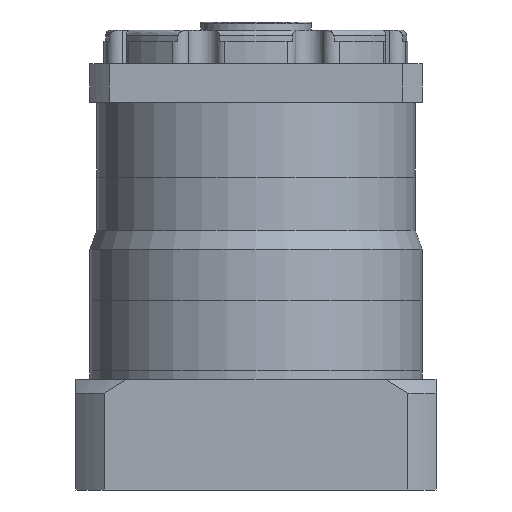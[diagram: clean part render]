
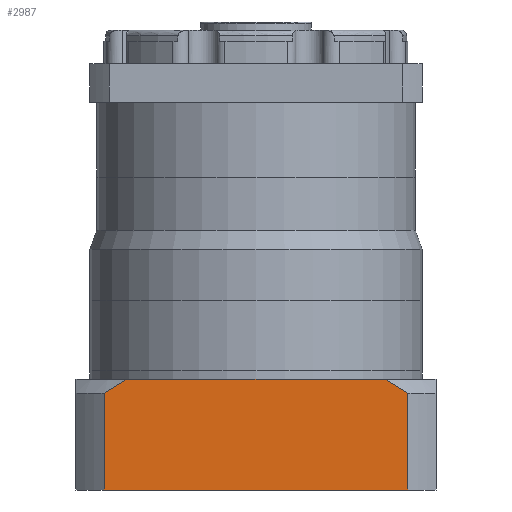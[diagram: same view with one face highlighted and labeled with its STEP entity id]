
A CAD part, front view. The second image highlights one B-rep face of the part: STEP entity #2987.
In plain terms, the highlighted planar face has unit normal (0, -1, 0).
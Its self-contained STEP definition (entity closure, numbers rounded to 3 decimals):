
#119 = ORIENTED_EDGE ( 'NONE', *, *, #1024, .F. ) ;
#193 = CARTESIAN_POINT ( 'NONE',  ( 52.096, -65., -3.275 ) ) ;
#737 = CARTESIAN_POINT ( 'NONE',  ( -54.772, -65., -5. ) ) ;
#871 = LINE ( 'NONE', #9126, #8163 ) ;
#918 = DIRECTION ( 'NONE',  ( -1., 0., 0. ) ) ;
#1024 = EDGE_CURVE ( 'NONE', #11284, #9597, #3222, .T. ) ;
#1118 = VERTEX_POINT ( 'NONE', #7345 ) ;
#1139 = CARTESIAN_POINT ( 'NONE',  ( 46.637, -65., 0. ) ) ;
#1150 = LINE ( 'NONE', #6323, #5503 ) ;
#1257 = EDGE_CURVE ( 'NONE', #1377, #1118, #871, .T. ) ;
#1377 = VERTEX_POINT ( 'NONE', #8216 ) ;
#1822 = CARTESIAN_POINT ( 'NONE',  ( 54.772, -65., 0. ) ) ;
#2622 = VECTOR ( 'NONE', #6142, 1000. ) ;
#2894 = EDGE_CURVE ( 'NONE', #1377, #11284, #1150, .T. ) ;
#2987 = ADVANCED_FACE ( 'NONE', ( #4942 ), #5886, .F. ) ;
#3222 = LINE ( 'NONE', #6250, #2622 ) ;
#3260 = ORIENTED_EDGE ( 'NONE', *, *, #9756, .T. ) ;
#3451 = VERTEX_POINT ( 'NONE', #10919 ) ;
#4658 = DIRECTION ( 'NONE',  ( 0., 0., 1. ) ) ;
#4942 = FACE_OUTER_BOUND ( 'NONE', #11111, .T. ) ;
#5120 = ORIENTED_EDGE ( 'NONE', *, *, #1257, .T. ) ;
#5366 = CARTESIAN_POINT ( 'NONE',  ( -46.637, -65., 0. ) ) ;
#5375 = DIRECTION ( 'NONE',  ( 0., 0., 1. ) ) ;
#5453 = DIRECTION ( 'NONE',  ( 0., 1., 0. ) ) ;
#5476 = B_SPLINE_CURVE_WITH_KNOTS ( 'NONE', 3,
 ( #9310, #193, #6677, #1139 ),
 .UNSPECIFIED., .F., .F.,
 ( 4, 4 ),
 ( 0., 0.01 ),
 .UNSPECIFIED. ) ;
#5503 = VECTOR ( 'NONE', #6482, 1000. ) ;
#5589 = CARTESIAN_POINT ( 'NONE',  ( 54.772, -65., -40. ) ) ;
#5886 = PLANE ( 'NONE',  #10721 ) ;
#6115 = VECTOR ( 'NONE', #918, 1000. ) ;
#6142 = DIRECTION ( 'NONE',  ( 0., 0., 1. ) ) ;
#6250 = CARTESIAN_POINT ( 'NONE',  ( -54.772, -65., -40. ) ) ;
#6280 = CARTESIAN_POINT ( 'NONE',  ( -52.096, -65., -3.275 ) ) ;
#6323 = CARTESIAN_POINT ( 'NONE',  ( 54.772, -65., -40. ) ) ;
#6482 = DIRECTION ( 'NONE',  ( -1., 0., 0. ) ) ;
#6677 = CARTESIAN_POINT ( 'NONE',  ( 49.388, -65., -1.603 ) ) ;
#7052 = ORIENTED_EDGE ( 'NONE', *, *, #2894, .F. ) ;
#7345 = CARTESIAN_POINT ( 'NONE',  ( 54.772, -65., -5. ) ) ;
#7909 = B_SPLINE_CURVE_WITH_KNOTS ( 'NONE', 3,
 ( #5366, #9787, #6280, #737 ),
 .UNSPECIFIED., .F., .F.,
 ( 4, 4 ),
 ( 0., 0.01 ),
 .UNSPECIFIED. ) ;
#7988 = EDGE_CURVE ( 'NONE', #1118, #3451, #5476, .T. ) ;
#8163 = VECTOR ( 'NONE', #4658, 1000. ) ;
#8216 = CARTESIAN_POINT ( 'NONE',  ( 54.772, -65., -40. ) ) ;
#8498 = LINE ( 'NONE', #1822, #6115 ) ;
#9083 = ORIENTED_EDGE ( 'NONE', *, *, #11044, .T. ) ;
#9126 = CARTESIAN_POINT ( 'NONE',  ( 54.772, -65., -40. ) ) ;
#9310 = CARTESIAN_POINT ( 'NONE',  ( 54.772, -65., -5. ) ) ;
#9473 = CARTESIAN_POINT ( 'NONE',  ( -54.772, -65., -40. ) ) ;
#9597 = VERTEX_POINT ( 'NONE', #10468 ) ;
#9713 = ORIENTED_EDGE ( 'NONE', *, *, #7988, .T. ) ;
#9756 = EDGE_CURVE ( 'NONE', #10437, #9597, #7909, .T. ) ;
#9787 = CARTESIAN_POINT ( 'NONE',  ( -49.388, -65., -1.603 ) ) ;
#9889 = CARTESIAN_POINT ( 'NONE',  ( -46.637, -65., 0. ) ) ;
#10437 = VERTEX_POINT ( 'NONE', #9889 ) ;
#10468 = CARTESIAN_POINT ( 'NONE',  ( -54.772, -65., -5. ) ) ;
#10721 = AXIS2_PLACEMENT_3D ( 'NONE', #5589, #5453, #5375 ) ;
#10919 = CARTESIAN_POINT ( 'NONE',  ( 46.637, -65., 0. ) ) ;
#11044 = EDGE_CURVE ( 'NONE', #3451, #10437, #8498, .T. ) ;
#11111 = EDGE_LOOP ( 'NONE', ( #5120, #9713, #9083, #3260, #119, #7052 ) ) ;
#11284 = VERTEX_POINT ( 'NONE', #9473 ) ;
